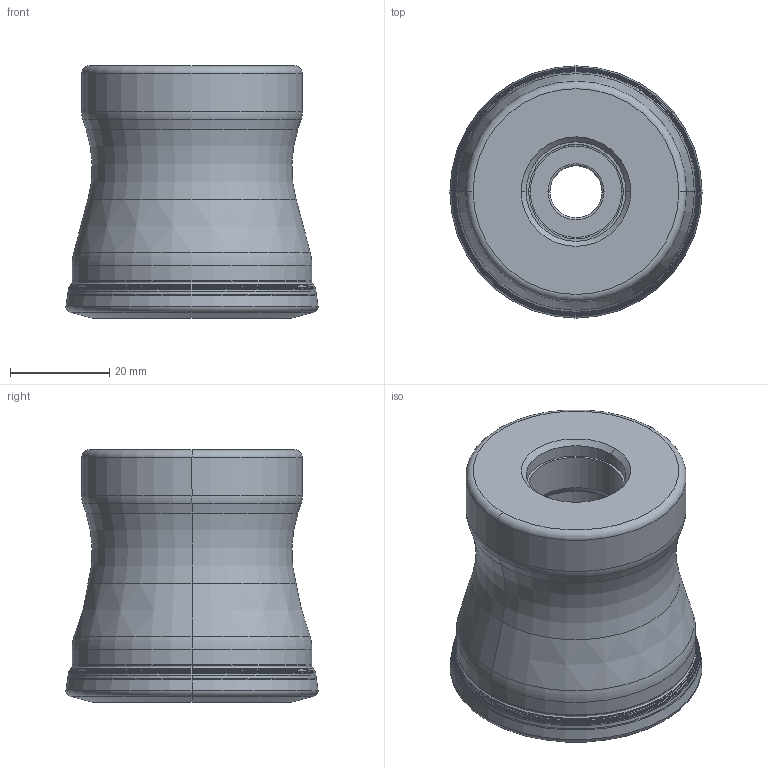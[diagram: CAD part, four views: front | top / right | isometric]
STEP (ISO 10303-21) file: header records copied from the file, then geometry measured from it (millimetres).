
FILE_DESCRIPTION(/* description */ (''),/* implementation_level */ '2;1');
FILE_NAME(/* name */ 'WJX09UR2_0006AA_IR0_047.stp',/* time_stamp */ '2020-10-29T16:26:49+09:00',/* author */ (''),/* organization */ (''),/* preprocessor_version */ 'ST-DEVELOPER v16',/* originating_system */ 'SIEMENS PLM Software NX 10.0',/* authorisation */ '');
FILE_SCHEMA (('AUTOMOTIVE_DESIGN { 1 0 10303 214 3 1 1 1 }'));
Length unit declared in the file: millimetre
Products named in the file (1): WJX09UR2_0006AA_IR0_047_ASM
Bounding box: 50.8 x 50.8 x 50.8 mm (x, y, z)
Volume: 75185.5 mm3; surface area: 16642.9 mm2
Topology: 2 solids, 2 shells, 204 faces, 478 edges, 353 vertices
Faces by surface type: revolution 120, cone 38, torus 26, cylinder 14, plane 6
Entity records: 7479 total; most frequent: CARTESIAN_POINT 2890, DIRECTION 839, ORIENTED_EDGE 816, EDGE_CURVE 408, AXIS2_PLACEMENT_3D 332, B_SPLINE_CURVE_WITH_KNOTS 306, CIRCLE 237, EDGE_LOOP 210
